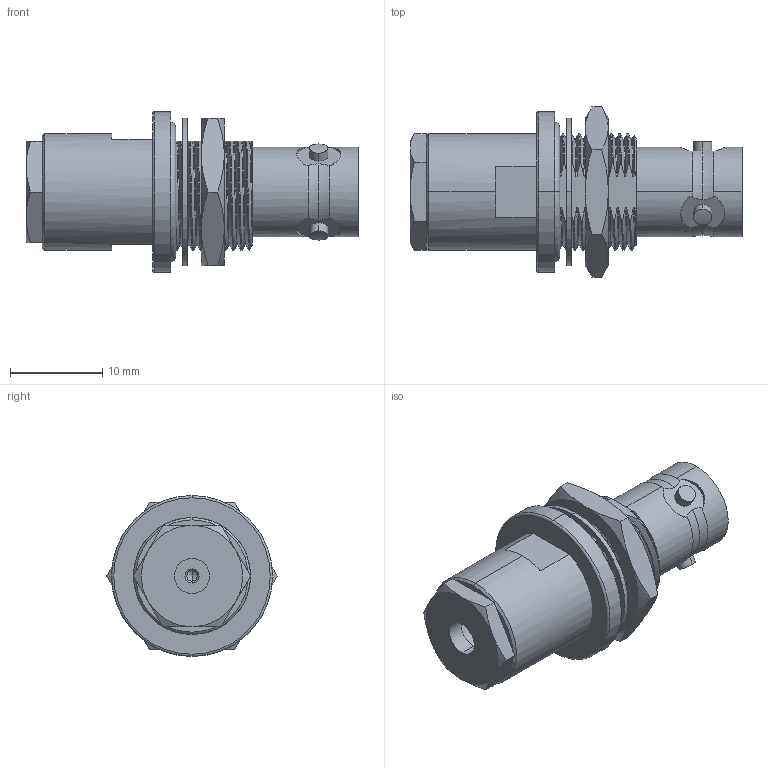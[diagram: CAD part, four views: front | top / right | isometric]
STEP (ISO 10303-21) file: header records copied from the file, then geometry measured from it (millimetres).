
FILE_DESCRIPTION (( 'STEP AP214' ), '1' );
FILE_NAME ('LCCN10-06577-210_3D.step', '2023-08-18T19:31:17', ( '' ), ( '' ), 'SwSTEP 2.0', 'SolidWorks 2022', '' );
FILE_SCHEMA (( 'AUTOMOTIVE_DESIGN' ));
Length unit declared in the file: inch
Products named in the file (7): Copy of 10-06577-XXX-MA3^LCCN10-06577-210; Copy of 10-06577-XXX-MA4^LCCN10-06577-210; Copy of 10-06577-XXX-MA2^LCCN10-06577-210; Copy of 10-06577-XXX-MA6^LCCN10-06577-210; Copy of 10-06577-XXX-MA1^LCCN10-06577-210; Copy of 10-06577-XXX-MA5^LCCN10-06577-210; LCCN10-06577-210_3D
Assembly tree (6 placements, depth 2):
  LCCN10-06577-210_3D
    Copy of 10-06577-XXX-MA1^LCCN10-06577-210
    Copy of 10-06577-XXX-MA5^LCCN10-06577-210
    Copy of 10-06577-XXX-MA2^LCCN10-06577-210
    Copy of 10-06577-XXX-MA3^LCCN10-06577-210
    Copy of 10-06577-XXX-MA4^LCCN10-06577-210
    Copy of 10-06577-XXX-MA6^LCCN10-06577-210
Bounding box: 36.07 x 18.48 x 17.5 mm (x, y, z)
Volume: 3115.6 mm3; surface area: 4796.2 mm2
Topology: 6 solids, 6 shells, 327 faces, 847 edges, 544 vertices
Faces by surface type: cylinder 121, plane 95, cone 57, bspline 40, torus 14
Entity records: 26856 total; most frequent: CARTESIAN_POINT 18733, ORIENTED_EDGE 1690, DIRECTION 1442, EDGE_CURVE 845, AXIS2_PLACEMENT_3D 561, VERTEX_POINT 544, EDGE_LOOP 351, FACE_OUTER_BOUND 327
